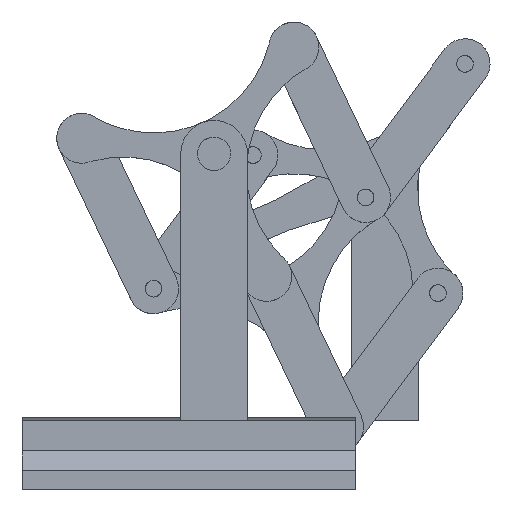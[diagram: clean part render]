
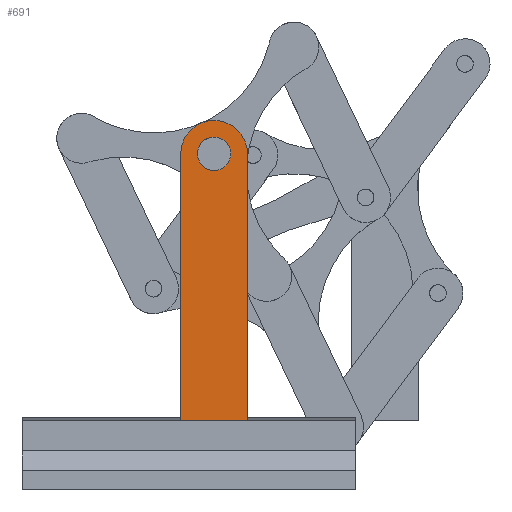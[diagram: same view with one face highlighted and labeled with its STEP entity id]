
A CAD part, top view. The second image highlights one B-rep face of the part: STEP entity #691.
In plain terms, the highlighted free-form (B-spline) face has degree [1, 1] with [2, 2] control points.
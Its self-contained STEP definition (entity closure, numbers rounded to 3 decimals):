
#400 = VERTEX_POINT('',#401);
#401 = CARTESIAN_POINT('',(105.851,0.,22.21));
#416 = VERTEX_POINT('',#417);
#417 = CARTESIAN_POINT('',(150.272,0.,22.21));
#422 = EDGE_CURVE('',#416,#400,#423,.T.);
#423 = B_SPLINE_CURVE_WITH_KNOTS('',1,(#424,#425),.UNSPECIFIED.,.F.,.F.,
  (2,2),(0.,40.),.PIECEWISE_BEZIER_KNOTS.);
#424 = CARTESIAN_POINT('',(150.272,0.,22.21));
#425 = CARTESIAN_POINT('',(105.851,0.,22.21));
#548 = VERTEX_POINT('',#549);
#549 = CARTESIAN_POINT('',(139.167,177.683,
    22.21));
#567 = EDGE_CURVE('',#548,#548,#568,.T.);
#568 = ( BOUNDED_CURVE() B_SPLINE_CURVE(2,(#569,#570,#571,#572,#573,#574
,#575),.UNSPECIFIED.,.T.,.F.) B_SPLINE_CURVE_WITH_KNOTS((3,2,2,3),(
    3.142,5.236,7.33,9.425),
.PIECEWISE_BEZIER_KNOTS.) CURVE() GEOMETRIC_REPRESENTATION_ITEM() 
RATIONAL_B_SPLINE_CURVE((1.,0.5,1.,0.5,1.,0.5,1.)) REPRESENTATION_ITEM(
  '') );
#569 = CARTESIAN_POINT('',(139.167,177.683,
    22.21));
#570 = CARTESIAN_POINT('',(139.167,158.448,
    22.21));
#571 = CARTESIAN_POINT('',(122.509,168.065,
    22.21));
#572 = CARTESIAN_POINT('',(105.851,177.683,
    22.21));
#573 = CARTESIAN_POINT('',(122.509,187.3,
    22.21));
#574 = CARTESIAN_POINT('',(139.167,196.918,
    22.21));
#575 = CARTESIAN_POINT('',(139.167,177.683,
    22.21));
#612 = VERTEX_POINT('',#613);
#613 = CARTESIAN_POINT('',(105.851,177.683,
    22.21));
#618 = EDGE_CURVE('',#619,#612,#621,.T.);
#619 = VERTEX_POINT('',#620);
#620 = CARTESIAN_POINT('',(150.272,177.683,
    22.21));
#621 = ( BOUNDED_CURVE() B_SPLINE_CURVE(2,(#622,#623,#624,#625,#626),
.UNSPECIFIED.,.F.,.F.) B_SPLINE_CURVE_WITH_KNOTS((3,2,3),(0.,
1.571,3.142),.PIECEWISE_BEZIER_KNOTS.) CURVE() 
GEOMETRIC_REPRESENTATION_ITEM() RATIONAL_B_SPLINE_CURVE((1.,
0.707,1.,0.707,1.)) REPRESENTATION_ITEM('') );
#622 = CARTESIAN_POINT('',(150.272,177.683,
    22.21));
#623 = CARTESIAN_POINT('',(150.272,199.893,
    22.21));
#624 = CARTESIAN_POINT('',(128.061,199.893,
    22.21));
#625 = CARTESIAN_POINT('',(105.851,199.893,
    22.21));
#626 = CARTESIAN_POINT('',(105.851,177.683,
    22.21));
#653 = EDGE_CURVE('',#619,#416,#654,.T.);
#654 = B_SPLINE_CURVE_WITH_KNOTS('',1,(#655,#656),.UNSPECIFIED.,.F.,.F.,
  (2,2),(-150.,10.),.PIECEWISE_BEZIER_KNOTS.);
#655 = CARTESIAN_POINT('',(150.272,177.683,
    22.21));
#656 = CARTESIAN_POINT('',(150.272,0.,22.21));
#681 = EDGE_CURVE('',#612,#400,#682,.T.);
#682 = B_SPLINE_CURVE_WITH_KNOTS('',1,(#683,#684),.UNSPECIFIED.,.F.,.F.,
  (2,2),(0.,160.),.PIECEWISE_BEZIER_KNOTS.);
#683 = CARTESIAN_POINT('',(105.851,177.683,
    22.21));
#684 = CARTESIAN_POINT('',(105.851,0.,22.21));
#691 = ADVANCED_FACE('',(#692,#698),#701,.T.);
#692 = FACE_BOUND('',#693,.T.);
#693 = EDGE_LOOP('',(#694,#695,#696,#697));
#694 = ORIENTED_EDGE('',*,*,#681,.T.);
#695 = ORIENTED_EDGE('',*,*,#422,.F.);
#696 = ORIENTED_EDGE('',*,*,#653,.F.);
#697 = ORIENTED_EDGE('',*,*,#618,.T.);
#698 = FACE_BOUND('',#699,.T.);
#699 = EDGE_LOOP('',(#700));
#700 = ORIENTED_EDGE('',*,*,#567,.T.);
#701 = B_SPLINE_SURFACE_WITH_KNOTS('',1,1,(
    (#702,#703)
    ,(#704,#705
    )),.UNSPECIFIED.,.F.,.F.,.F.,(2,2),(2,2),(-20.,20.),(-95.,85.),
  .PIECEWISE_BEZIER_KNOTS.);
#702 = CARTESIAN_POINT('',(105.851,0.,22.21));
#703 = CARTESIAN_POINT('',(105.851,199.893,
    22.21));
#704 = CARTESIAN_POINT('',(150.272,0.,22.21));
#705 = CARTESIAN_POINT('',(150.272,199.893,
    22.21));
